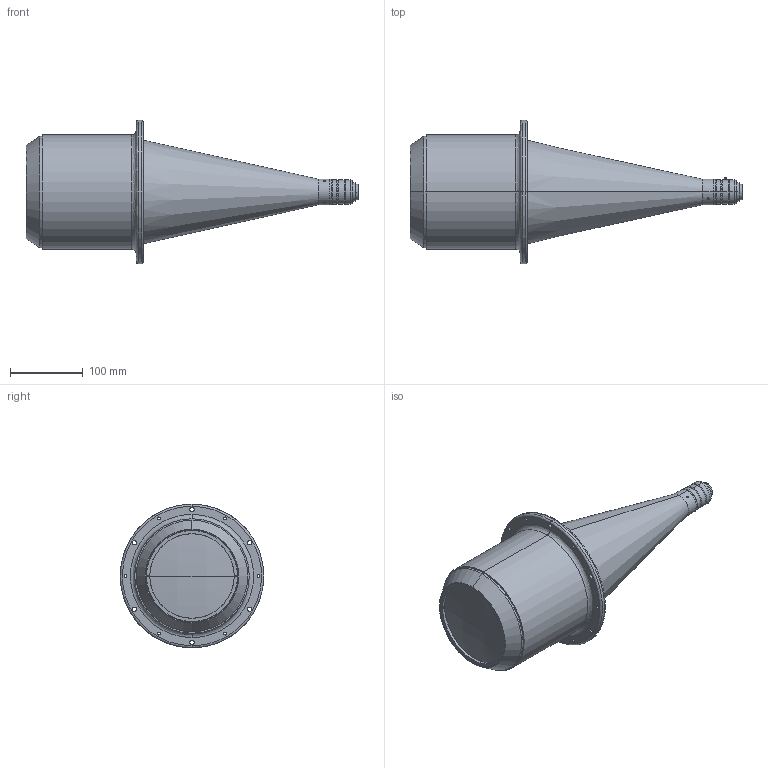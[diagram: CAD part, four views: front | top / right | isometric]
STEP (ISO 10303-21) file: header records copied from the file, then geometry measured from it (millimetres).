
FILE_DESCRIPTION (( 'STEP AP214' ), '1' );
FILE_NAME ('PC13030HP.STEP', '2010-09-30T07:15:42', ( 'santini' ), ( 'Opto Engineering srl' ), 'SwSTEP 2.0', 'SolidWorks 2010', '' );
FILE_SCHEMA (( 'AUTOMOTIVE_DESIGN' ));
Length unit declared in the file: millimetre
Products named in the file (1): PC13030HP
Bounding box: 455.49 x 197 x 197 mm (x, y, z)
Surface area: 226623.2 mm2 (no closed solid volume)
Topology: 0 solids, 10 shells, 160 faces, 379 edges, 250 vertices
Faces by surface type: cylinder 94, plane 41, cone 14, bspline 11
Entity records: 8186 total; most frequent: CARTESIAN_POINT 4404, DIRECTION 810, ORIENTED_EDGE 720, EDGE_CURVE 379, AXIS2_PLACEMENT_3D 343, VERTEX_POINT 250, EDGE_LOOP 211, CIRCLE 193
